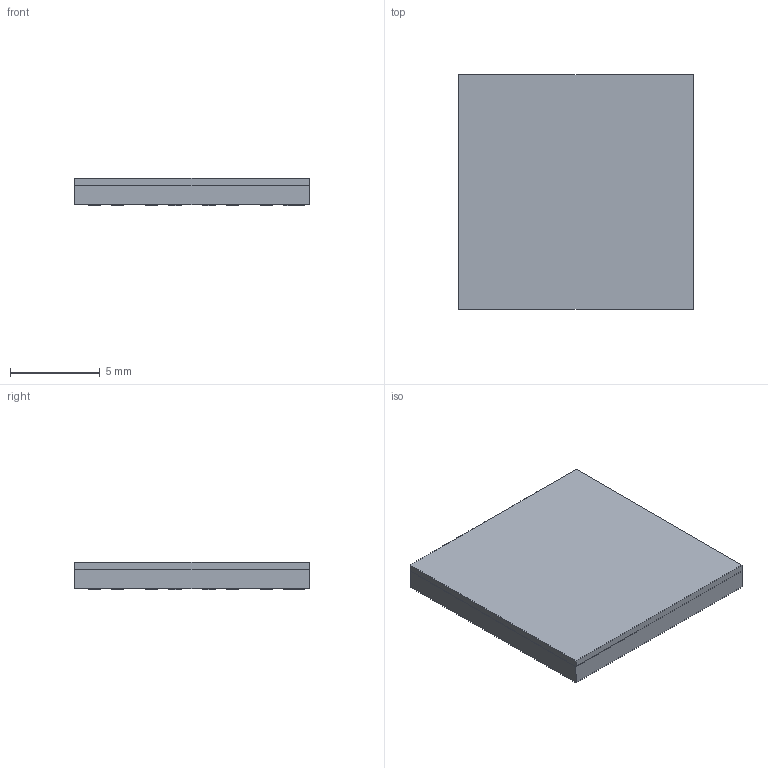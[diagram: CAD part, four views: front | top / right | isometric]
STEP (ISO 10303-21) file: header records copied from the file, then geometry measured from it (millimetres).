
FILE_DESCRIPTION((''),'2;1');
FILE_NAME('HAMAMATSU_S12642-0404PA-50.stp','2014-08-12T10:51:21',(''),(''),'Mechanical Desktop 2011','Mechanical Desktop 2011',', , ');
FILE_SCHEMA(('AUTOMOTIVE_DESIGN { 1 2 10303 214 1 1 1 1 }'));
Length unit declared in the file: millimetre
Products named in the file (1): Product
Bounding box: 13.1 x 13.1 x 1.55 mm (x, y, z)
Surface area: 1140 mm2
Topology: 51 solids, 51 shells, 241 faces, 417 edges, 278 vertices
Faces by surface type: plane 177, cylinder 64
Entity records: 5748 total; most frequent: DIRECTION 1029, CARTESIAN_POINT 937, ORIENTED_EDGE 834, EDGE_CURVE 417, AXIS2_PLACEMENT_3D 370, VECTOR 289, LINE 289, VERTEX_POINT 278
